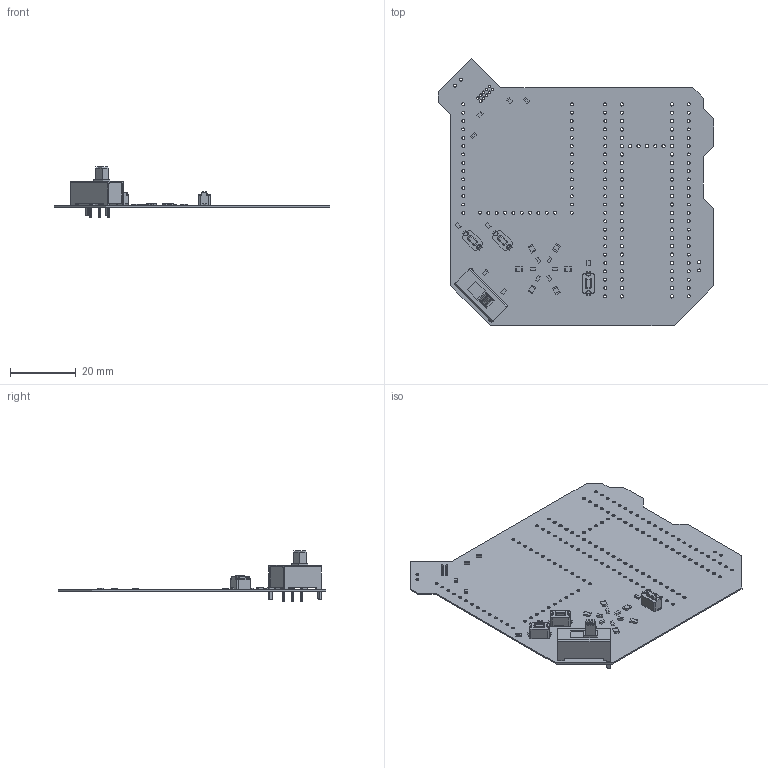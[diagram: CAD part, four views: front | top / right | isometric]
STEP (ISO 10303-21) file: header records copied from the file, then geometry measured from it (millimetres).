
FILE_DESCRIPTION(('Open CASCADE Model'),'2;1');
FILE_NAME('Open CASCADE Shape Model','2020-11-20T11:59:25',('Author'),( 'Open CASCADE'),'Open CASCADE STEP processor 6.8','Open CASCADE 6.8' ,'Unknown');
FILE_SCHEMA(('AUTOMOTIVE_DESIGN { 1 0 10303 214 1 1 1 1 }'));
Length unit declared in the file: millimetre
Products named in the file (75): PCB; Board; Open CASCADE STEP translator 6.8 1.1.1; R15; 6424363152; Extruded; 6424363632; R14; 4495621664; 4495621344; R13; 4495620544; 4495620944; R12; 4495617024; 4495616784; R11; 4495618224; 4495617824; R10; R9; DS6; 6424364112; DS5; 6424364752; DS4; 6424364432; DS3; DS2; DS1; SW4; c-1825255-1-a-3d; SW3; 4341x30438x6; Frame; Cover; pins; SW2; SW1; R8 ...
Assembly tree (104 placements, depth 5):
  PCB
    Board
      Open CASCADE STEP translator 6.8 1.1.1
    R15
      6424363152
        Extruded
      6424363632  x2
        Extruded
    R14
      4495621664
        Extruded
      4495621344  x2
        Extruded
    R13
      4495620544
        Extruded
      4495620944  x2
        Extruded
    R12
      4495617024
        Extruded
      4495616784  x2
        Extruded
    R11
      4495618224
        Extruded
      4495617824  x2
        Extruded
    R10
      4495618224
        Extruded
      4495617824  x2
        Extruded
    R9
      4495617024
        Extruded
      4495616784  x2
        Extruded
    DS6
      6424364112
        Extruded
    DS5
      6424364752
        Extruded
    DS4
      6424364432
        Extruded
    DS3
      6424364752
        Extruded
    DS2
      6424364432
        Extruded
    DS1
      6424364112
        Extruded
    SW4
      c-1825255-1-a-3d
    SW3
      4341x30438x6
Bounding box: 83.82 x 81.28 x 15.5 mm (x, y, z)
Volume: 3273.8 mm3; surface area: 12741.4 mm2
Topology: 70 solids, 70 shells, 891 faces, 2194 edges, 1442 vertices
Faces by surface type: plane 623, cylinder 250, sphere 12, torus 6
Full cylindrical faces by diameter (mm): 0.762 x10, 0.9 x93, 1.016 x53, 1.4 x2
Entity records: 17786 total; most frequent: DIRECTION 2816, CARTESIAN_POINT 2660, ORIENTED_EDGE 2492, EDGE_CURVE 1246, AXIS2_PLACEMENT_3D 982, LINE 852, VECTOR 852, VERTEX_POINT 826
